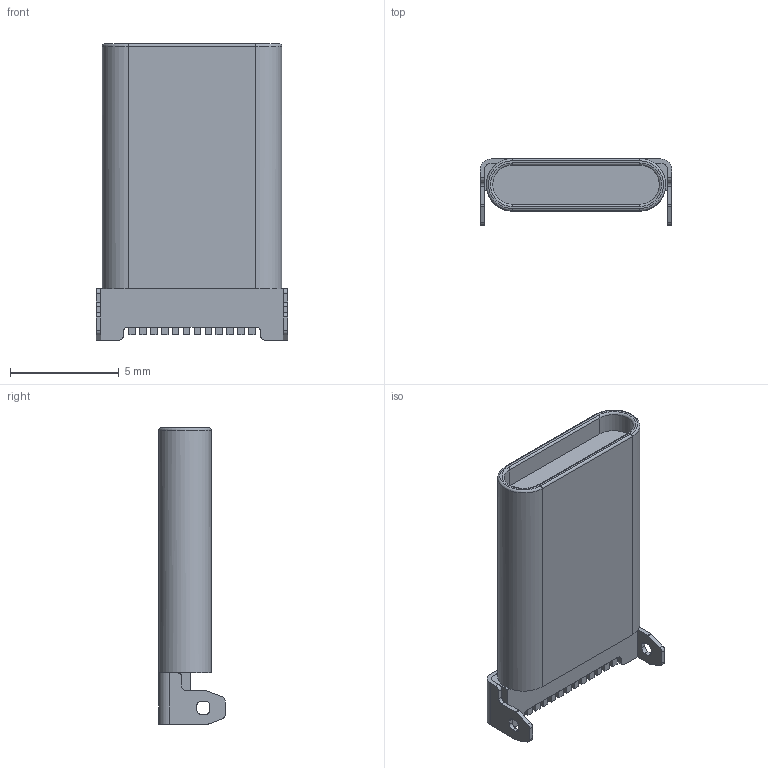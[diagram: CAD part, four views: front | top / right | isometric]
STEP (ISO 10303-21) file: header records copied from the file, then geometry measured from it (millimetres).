
FILE_DESCRIPTION(/* description */ ('','CAx-IF Rec.Pracs.---Representation and Presentation of Product Manufacturing Information (PMI)---4.0---2014-10-13'),/* implementation_level */ '2;1');
FILE_NAME(/* name */ 'XKB Connection U261-121N-4BS2S v1.step',/* time_stamp */ '2025-02-20T22:11:43+01:00',/* author */ (''),/* organization */ (''),/* preprocessor_version */ 'ST-DEVELOPER v20',/* originating_system */ 'Autodesk Translation Framework v13.20.0.188',/* authorisation */ '');
FILE_SCHEMA (('AP242_MANAGED_MODEL_BASED_3D_ENGINEERING_MIM_LF { 1 0 10303 442 1 1 4 }'));
Length unit declared in the file: millimetre
Products named in the file (1): XKB Connection U261-121N-4BS2S
Bounding box: 8.8 x 3.05 x 13.61 mm (x, y, z)
Volume: 220.7 mm3; surface area: 390.8 mm2
Topology: 14 solids, 14 shells, 233 faces, 587 edges, 388 vertices
Faces by surface type: plane 156, cylinder 73, torus 4
Entity records: 7026 total; most frequent: CARTESIAN_POINT 1209, DIRECTION 1207, ORIENTED_EDGE 1174, EDGE_CURVE 587, LINE 435, VECTOR 435, VERTEX_POINT 388, AXIS2_PLACEMENT_3D 386
